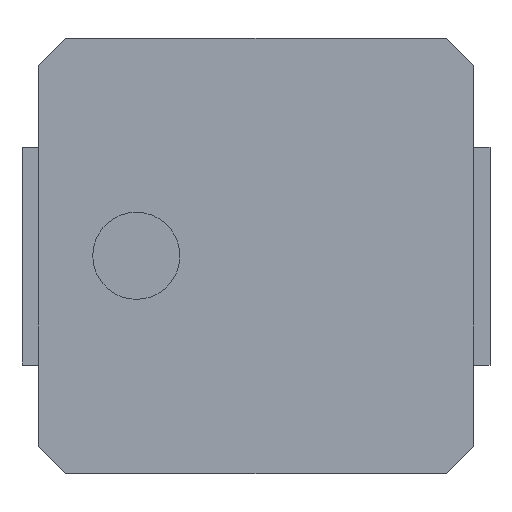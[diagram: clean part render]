
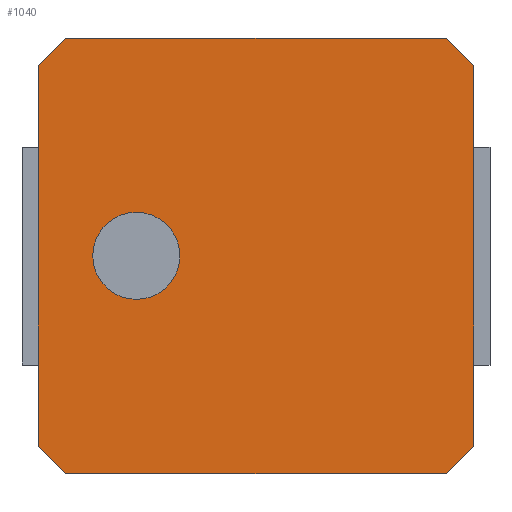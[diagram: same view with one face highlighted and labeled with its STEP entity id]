
A CAD part, top view. The second image highlights one B-rep face of the part: STEP entity #1040.
In plain terms, the highlighted planar face has unit normal (0, 0, 1).
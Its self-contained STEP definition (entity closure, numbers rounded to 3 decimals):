
#25 = EDGE_CURVE ( 'NONE', #1683, #915, #1229, .T. ) ;
#32 = VECTOR ( 'NONE', #331, 1000. ) ;
#61 = DIRECTION ( 'NONE',  ( -1., 0., 0. ) ) ;
#87 = EDGE_CURVE ( 'NONE', #1221, #954, #163, .T. ) ;
#93 = ORIENTED_EDGE ( 'NONE', *, *, #25, .F. ) ;
#103 = VECTOR ( 'NONE', #269, 1000. ) ;
#110 = DIRECTION ( 'NONE',  ( -1., 0., 0. ) ) ;
#132 = CARTESIAN_POINT ( 'NONE',  ( 2., 1.75, 2. ) ) ;
#137 = CARTESIAN_POINT ( 'NONE',  ( -1.1, 0., 2. ) ) ;
#163 = LINE ( 'NONE', #1709, #292 ) ;
#190 = AXIS2_PLACEMENT_3D ( 'NONE', #981, #851, #61 ) ;
#227 = CARTESIAN_POINT ( 'NONE',  ( 0., 0., 2. ) ) ;
#228 = CARTESIAN_POINT ( 'NONE',  ( 1.75, -2., 2. ) ) ;
#256 = CARTESIAN_POINT ( 'NONE',  ( 2., 1.75, 2. ) ) ;
#269 = DIRECTION ( 'NONE',  ( -0.707, 0.707, 0. ) ) ;
#283 = CARTESIAN_POINT ( 'NONE',  ( 2., -1.75, 2. ) ) ;
#292 = VECTOR ( 'NONE', #506, 1000. ) ;
#331 = DIRECTION ( 'NONE',  ( 0., -1., 0. ) ) ;
#400 = LINE ( 'NONE', #283, #1378 ) ;
#401 = DIRECTION ( 'NONE',  ( 0.707, 0.707, 0. ) ) ;
#431 = VERTEX_POINT ( 'NONE', #599 ) ;
#437 = LINE ( 'NONE', #256, #103 ) ;
#483 = VECTOR ( 'NONE', #110, 1000. ) ;
#490 = EDGE_LOOP ( 'NONE', ( #493, #93 ) ) ;
#493 = ORIENTED_EDGE ( 'NONE', *, *, #1396, .F. ) ;
#496 = CARTESIAN_POINT ( 'NONE',  ( 2., -1.75, 2. ) ) ;
#506 = DIRECTION ( 'NONE',  ( -0.707, -0.707, 0. ) ) ;
#514 = DIRECTION ( 'NONE',  ( -1., 0., 0. ) ) ;
#537 = ORIENTED_EDGE ( 'NONE', *, *, #1674, .T. ) ;
#554 = CARTESIAN_POINT ( 'NONE',  ( 1.75, -2., 2. ) ) ;
#577 = ORIENTED_EDGE ( 'NONE', *, *, #761, .T. ) ;
#598 = VECTOR ( 'NONE', #1050, 1000. ) ;
#599 = CARTESIAN_POINT ( 'NONE',  ( 1.75, 2., 2. ) ) ;
#611 = ORIENTED_EDGE ( 'NONE', *, *, #1714, .T. ) ;
#618 = LINE ( 'NONE', #228, #1407 ) ;
#645 = DIRECTION ( 'NONE',  ( 0., 0., 1. ) ) ;
#658 = ORIENTED_EDGE ( 'NONE', *, *, #87, .T. ) ;
#665 = AXIS2_PLACEMENT_3D ( 'NONE', #227, #1011, #1009 ) ;
#674 = EDGE_LOOP ( 'NONE', ( #577, #1465, #658, #876, #537, #1286, #1251, #611 ) ) ;
#680 = LINE ( 'NONE', #1304, #598 ) ;
#710 = EDGE_CURVE ( 'NONE', #431, #1221, #788, .T. ) ;
#714 = CARTESIAN_POINT ( 'NONE',  ( -1.75, 2., 2. ) ) ;
#738 = CARTESIAN_POINT ( 'NONE',  ( -2., -1.75, 2. ) ) ;
#760 = DIRECTION ( 'NONE',  ( 1., 0., 0. ) ) ;
#761 = EDGE_CURVE ( 'NONE', #1664, #431, #437, .T. ) ;
#788 = LINE ( 'NONE', #903, #483 ) ;
#820 = VERTEX_POINT ( 'NONE', #554 ) ;
#822 = VECTOR ( 'NONE', #401, 1000. ) ;
#851 = DIRECTION ( 'NONE',  ( 0., 0., 1. ) ) ;
#865 = CARTESIAN_POINT ( 'NONE',  ( -2., 1.75, 2. ) ) ;
#876 = ORIENTED_EDGE ( 'NONE', *, *, #1352, .T. ) ;
#895 = VERTEX_POINT ( 'NONE', #1255 ) ;
#903 = CARTESIAN_POINT ( 'NONE',  ( 1.75, 2., 2. ) ) ;
#915 = VERTEX_POINT ( 'NONE', #1094 ) ;
#935 = CARTESIAN_POINT ( 'NONE',  ( 2., -1.75, 2. ) ) ;
#938 = FACE_BOUND ( 'NONE', #490, .T. ) ;
#954 = VERTEX_POINT ( 'NONE', #865 ) ;
#981 = CARTESIAN_POINT ( 'NONE',  ( -1.1, 0., 2. ) ) ;
#1009 = DIRECTION ( 'NONE',  ( -1., 0., 0. ) ) ;
#1011 = DIRECTION ( 'NONE',  ( 0., 0., -1. ) ) ;
#1040 = ADVANCED_FACE ( 'NONE', ( #938, #1475 ), #1135, .F. ) ;
#1050 = DIRECTION ( 'NONE',  ( 0.707, -0.707, 0. ) ) ;
#1094 = CARTESIAN_POINT ( 'NONE',  ( -1.5, 0., 2. ) ) ;
#1135 = PLANE ( 'NONE',  #665 ) ;
#1167 = EDGE_CURVE ( 'NONE', #820, #1551, #1536, .T. ) ;
#1193 = DIRECTION ( 'NONE',  ( 0., 1., 0. ) ) ;
#1201 = CIRCLE ( 'NONE', #190, 0.4 ) ;
#1221 = VERTEX_POINT ( 'NONE', #714 ) ;
#1229 = CIRCLE ( 'NONE', #1369, 0.4 ) ;
#1251 = ORIENTED_EDGE ( 'NONE', *, *, #1167, .T. ) ;
#1255 = CARTESIAN_POINT ( 'NONE',  ( -2., -1.75, 2. ) ) ;
#1286 = ORIENTED_EDGE ( 'NONE', *, *, #1458, .T. ) ;
#1304 = CARTESIAN_POINT ( 'NONE',  ( -2., -1.75, 2. ) ) ;
#1320 = CARTESIAN_POINT ( 'NONE',  ( -0.7, 0., 2. ) ) ;
#1352 = EDGE_CURVE ( 'NONE', #954, #895, #1493, .T. ) ;
#1369 = AXIS2_PLACEMENT_3D ( 'NONE', #137, #645, #514 ) ;
#1378 = VECTOR ( 'NONE', #1193, 1000. ) ;
#1396 = EDGE_CURVE ( 'NONE', #915, #1683, #1201, .T. ) ;
#1407 = VECTOR ( 'NONE', #760, 1000. ) ;
#1415 = CARTESIAN_POINT ( 'NONE',  ( -1.75, -2., 2. ) ) ;
#1458 = EDGE_CURVE ( 'NONE', #1498, #820, #618, .T. ) ;
#1465 = ORIENTED_EDGE ( 'NONE', *, *, #710, .T. ) ;
#1475 = FACE_OUTER_BOUND ( 'NONE', #674, .T. ) ;
#1493 = LINE ( 'NONE', #738, #32 ) ;
#1498 = VERTEX_POINT ( 'NONE', #1415 ) ;
#1536 = LINE ( 'NONE', #935, #822 ) ;
#1551 = VERTEX_POINT ( 'NONE', #496 ) ;
#1664 = VERTEX_POINT ( 'NONE', #132 ) ;
#1674 = EDGE_CURVE ( 'NONE', #895, #1498, #680, .T. ) ;
#1683 = VERTEX_POINT ( 'NONE', #1320 ) ;
#1709 = CARTESIAN_POINT ( 'NONE',  ( -2., 1.75, 2. ) ) ;
#1714 = EDGE_CURVE ( 'NONE', #1551, #1664, #400, .T. ) ;
